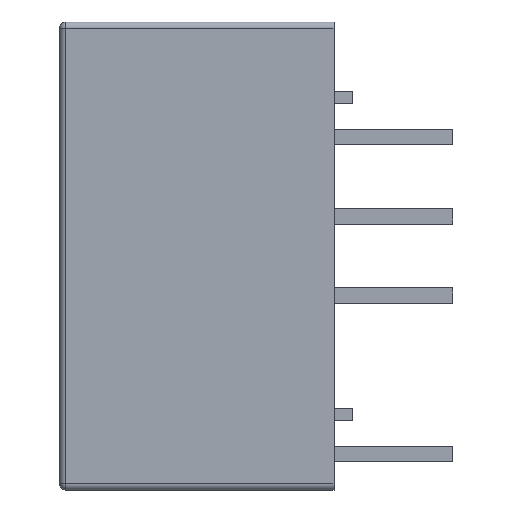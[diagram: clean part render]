
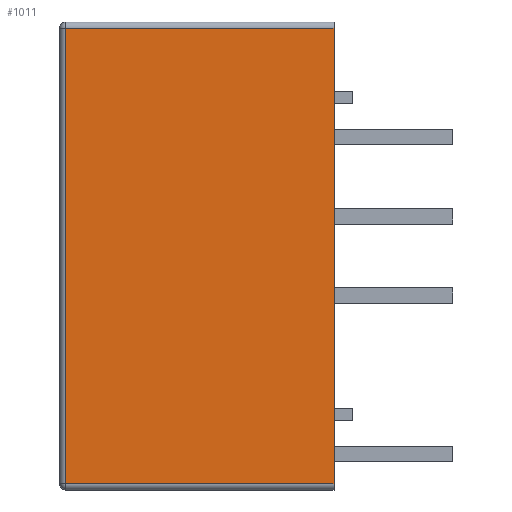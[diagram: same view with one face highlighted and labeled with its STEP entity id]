
A CAD part, left-side view. The second image highlights one B-rep face of the part: STEP entity #1011.
In plain terms, the highlighted planar face has unit normal (-1, 0, 0).
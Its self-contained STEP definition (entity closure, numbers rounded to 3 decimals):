
#16 = CARTESIAN_POINT ( 'NONE',  ( -3.75, 9.2, -7.5 ) ) ;
#115 = DIRECTION ( 'NONE',  ( 0., 0., 1. ) ) ;
#150 = EDGE_LOOP ( 'NONE', ( #356, #444, #506, #1586 ) ) ;
#219 = EDGE_CURVE ( 'NONE', #1442, #2685, #752, .T. ) ;
#220 = CARTESIAN_POINT ( 'NONE',  ( -3.75, 0.6, 7.3 ) ) ;
#260 = LINE ( 'NONE', #1084, #1364 ) ;
#304 = CARTESIAN_POINT ( 'NONE',  ( -3.75, 9.2, 7.3 ) ) ;
#356 = ORIENTED_EDGE ( 'NONE', *, *, #219, .T. ) ;
#444 = ORIENTED_EDGE ( 'NONE', *, *, #1377, .T. ) ;
#475 = VECTOR ( 'NONE', #2091, 1000. ) ;
#506 = ORIENTED_EDGE ( 'NONE', *, *, #2115, .T. ) ;
#744 = FACE_OUTER_BOUND ( 'NONE', #150, .T. ) ;
#752 = LINE ( 'NONE', #2391, #2390 ) ;
#771 = AXIS2_PLACEMENT_3D ( 'NONE', #1812, #1979, #115 ) ;
#871 = LINE ( 'NONE', #16, #475 ) ;
#989 = CARTESIAN_POINT ( 'NONE',  ( -3.75, 0.6, 7.3 ) ) ;
#1011 = ADVANCED_FACE ( 'NONE', ( #744 ), #1151, .T. ) ;
#1084 = CARTESIAN_POINT ( 'NONE',  ( -3.75, 0.6, -7.3 ) ) ;
#1151 = PLANE ( 'NONE',  #771 ) ;
#1364 = VECTOR ( 'NONE', #1955, 1000. ) ;
#1377 = EDGE_CURVE ( 'NONE', #2685, #2609, #1667, .T. ) ;
#1442 = VERTEX_POINT ( 'NONE', #2562 ) ;
#1586 = ORIENTED_EDGE ( 'NONE', *, *, #2663, .T. ) ;
#1619 = VECTOR ( 'NONE', #1870, 1000. ) ;
#1667 = LINE ( 'NONE', #220, #1619 ) ;
#1812 = CARTESIAN_POINT ( 'NONE',  ( -3.75, 0.6, 7.5 ) ) ;
#1870 = DIRECTION ( 'NONE',  ( 0., 1., 0. ) ) ;
#1955 = DIRECTION ( 'NONE',  ( 0., -1., 0. ) ) ;
#1979 = DIRECTION ( 'NONE',  ( -1., 0., 0. ) ) ;
#2032 = DIRECTION ( 'NONE',  ( 0., 0., 1. ) ) ;
#2087 = CARTESIAN_POINT ( 'NONE',  ( -3.75, 9.2, -7.3 ) ) ;
#2091 = DIRECTION ( 'NONE',  ( 0., 0., -1. ) ) ;
#2115 = EDGE_CURVE ( 'NONE', #2609, #2498, #871, .T. ) ;
#2390 = VECTOR ( 'NONE', #2032, 1000. ) ;
#2391 = CARTESIAN_POINT ( 'NONE',  ( -3.75, 0.6, 7.5 ) ) ;
#2498 = VERTEX_POINT ( 'NONE', #2087 ) ;
#2562 = CARTESIAN_POINT ( 'NONE',  ( -3.75, 0.6, -7.3 ) ) ;
#2609 = VERTEX_POINT ( 'NONE', #304 ) ;
#2663 = EDGE_CURVE ( 'NONE', #2498, #1442, #260, .T. ) ;
#2685 = VERTEX_POINT ( 'NONE', #989 ) ;
